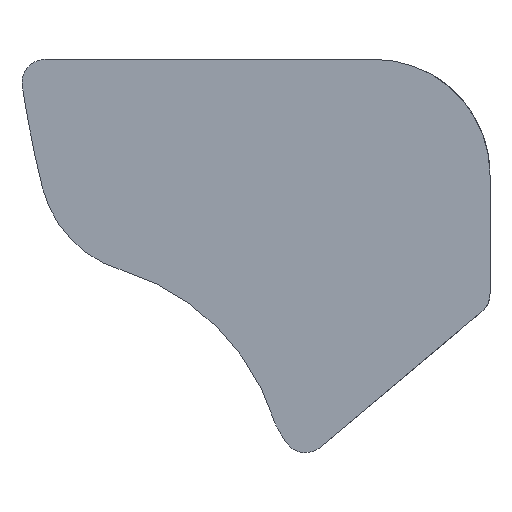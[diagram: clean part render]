
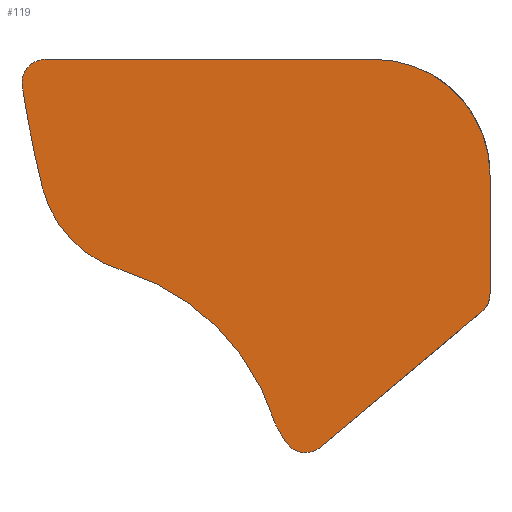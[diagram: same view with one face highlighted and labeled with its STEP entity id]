
A CAD part, front view. The second image highlights one B-rep face of the part: STEP entity #119.
In plain terms, the highlighted planar face has unit normal (0, -1, 0).
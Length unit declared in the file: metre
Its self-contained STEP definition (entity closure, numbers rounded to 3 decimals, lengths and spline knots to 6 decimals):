
#119=ADVANCED_FACE('',(#277),#278,.F.);
#121=EDGE_CURVE('',#280,#281,#282,.T.);
#133=EDGE_CURVE('',#298,#299,#300,.T.);
#141=EDGE_CURVE('',#310,#311,#312,.T.);
#149=EDGE_CURVE('',#322,#298,#323,.T.);
#155=EDGE_CURVE('',#311,#330,#331,.T.);
#161=EDGE_CURVE('',#280,#322,#338,.T.);
#165=EDGE_CURVE('',#342,#343,#344,.T.);
#183=EDGE_CURVE('',#366,#367,#368,.T.);
#199=EDGE_CURVE('',#343,#299,#388,.T.);
#205=EDGE_CURVE('',#366,#281,#394,.T.);
#207=EDGE_CURVE('',#310,#367,#396,.T.);
#209=EDGE_CURVE('',#330,#342,#398,.T.);
#277=FACE_OUTER_BOUND('',#456,.T.);
#278=PLANE('',#457);
#280=VERTEX_POINT('',#460);
#281=VERTEX_POINT('',#461);
#282=LINE('',#462,#463);
#298=VERTEX_POINT('',#489);
#299=VERTEX_POINT('',#490);
#300=CIRCLE('',#491,0.0002);
#310=VERTEX_POINT('',#507);
#311=VERTEX_POINT('',#508);
#312=LINE('',#509,#510);
#322=VERTEX_POINT('',#527);
#323=CIRCLE('',#528,0.00855);
#330=VERTEX_POINT('',#539);
#331=CIRCLE('',#540,0.0002);
#338=CIRCLE('',#551,0.0002);
#342=VERTEX_POINT('',#557);
#343=VERTEX_POINT('',#558);
#344=CIRCLE('',#559,0.001);
#366=VERTEX_POINT('',#593);
#367=VERTEX_POINT('',#594);
#368=LINE('',#595,#596);
#388=CIRCLE('',#844,0.002);
#394=CIRCLE('',#855,0.0002);
#396=CIRCLE('',#858,0.001);
#398=CIRCLE('',#861,0.00965);
#456=EDGE_LOOP('',(#1007,#1008,#1009,#1010,#1011,#1012,#1013,#1014,#1015,#1016,#1017,#1018));
#457=AXIS2_PLACEMENT_3D('',#1019,#1020,#1021);
#460=CARTESIAN_POINT('',(0.705627,-0.0004,0.095447));
#461=CARTESIAN_POINT('',(0.707024,-0.0004,0.096619));
#462=CARTESIAN_POINT('',(0.737595,-0.0004,0.122271));
#463=VECTOR('',#1022,1.0);
#489=CARTESIAN_POINT('',(0.705258,-0.0004,0.09561));
#490=CARTESIAN_POINT('',(0.705238,-0.0004,0.095654));
#491=AXIS2_PLACEMENT_3D('',#1030,#1031,#1032);
#507=CARTESIAN_POINT('',(0.706095,-0.0004,0.0988));
#508=CARTESIAN_POINT('',(0.703249,-0.0004,0.0988));
#509=CARTESIAN_POINT('',(0.737595,-0.0004,0.0988));
#510=VECTOR('',#1038,1.0);
#527=CARTESIAN_POINT('',(0.705328,-0.0004,0.095495));
#528=AXIS2_PLACEMENT_3D('',#1042,#1043,#1044);
#539=CARTESIAN_POINT('',(0.703051,-0.0004,0.09857));
#540=AXIS2_PLACEMENT_3D('',#1049,#1050,#1051);
#551=AXIS2_PLACEMENT_3D('',#1056,#1057,#1058);
#557=CARTESIAN_POINT('',(0.703224,-0.0004,0.097698));
#558=CARTESIAN_POINT('',(0.703906,-0.0004,0.096979));
#559=AXIS2_PLACEMENT_3D('',#1062,#1063,#1064);
#593=CARTESIAN_POINT('',(0.707095,-0.0004,0.096772));
#594=CARTESIAN_POINT('',(0.707095,-0.0004,0.0978));
#595=CARTESIAN_POINT('',(0.707095,-0.0004,0.08365));
#596=VECTOR('',#1083,1.0);
#844=AXIS2_PLACEMENT_3D('',#1088,#1089,#1090);
#855=AXIS2_PLACEMENT_3D('',#1093,#1094,#1095);
#858=AXIS2_PLACEMENT_3D('',#1096,#1097,#1098);
#861=AXIS2_PLACEMENT_3D('',#1099,#1100,#1101);
#1007=ORIENTED_EDGE('',*,*,#209,.T.);
#1008=ORIENTED_EDGE('',*,*,#165,.T.);
#1009=ORIENTED_EDGE('',*,*,#199,.T.);
#1010=ORIENTED_EDGE('',*,*,#133,.F.);
#1011=ORIENTED_EDGE('',*,*,#149,.F.);
#1012=ORIENTED_EDGE('',*,*,#161,.F.);
#1013=ORIENTED_EDGE('',*,*,#121,.T.);
#1014=ORIENTED_EDGE('',*,*,#205,.F.);
#1015=ORIENTED_EDGE('',*,*,#183,.T.);
#1016=ORIENTED_EDGE('',*,*,#207,.F.);
#1017=ORIENTED_EDGE('',*,*,#141,.T.);
#1018=ORIENTED_EDGE('',*,*,#155,.T.);
#1019=CARTESIAN_POINT('',(0.649733,-0.0004,0.0845));
#1020=DIRECTION('',(0.,1.0,0.));
#1021=DIRECTION('',(-1.0,0.,0.));
#1022=DIRECTION('',(0.766,0.,0.643));
#1030=CARTESIAN_POINT('',(0.705429,-0.0004,0.095713));
#1031=DIRECTION('',(0.,1.0,0.));
#1032=DIRECTION('',(-1.0,0.,0.));
#1038=DIRECTION('',(-1.0,0.,0.));
#1042=CARTESIAN_POINT('',(0.712595,-0.0004,0.1));
#1043=DIRECTION('',(0.,1.0,0.));
#1044=DIRECTION('',(-1.0,0.,0.));
#1049=CARTESIAN_POINT('',(0.703249,-0.0004,0.0986));
#1050=DIRECTION('',(0.,-1.0,0.));
#1051=DIRECTION('',(0.97,0.,0.242));
#1056=CARTESIAN_POINT('',(0.705498,-0.0004,0.0956));
#1057=DIRECTION('',(0.,1.0,0.));
#1058=DIRECTION('',(-1.0,0.,0.));
#1062=CARTESIAN_POINT('',(0.704195,-0.0004,0.097936));
#1063=DIRECTION('',(0.,-1.0,0.));
#1064=DIRECTION('',(0.97,0.,0.242));
#1083=DIRECTION('',(0.,0.,1.0));
#1088=CARTESIAN_POINT('',(0.703327,-0.0004,0.095064));
#1089=DIRECTION('',(0.,1.0,0.));
#1090=DIRECTION('',(0.97,0.,0.242));
#1093=CARTESIAN_POINT('',(0.706895,-0.0004,0.096772));
#1094=DIRECTION('',(0.,1.0,0.));
#1095=DIRECTION('',(-1.0,0.,0.));
#1096=CARTESIAN_POINT('',(0.706095,-0.0004,0.0978));
#1097=DIRECTION('',(0.,1.0,0.));
#1098=DIRECTION('',(-1.0,0.,0.));
#1099=CARTESIAN_POINT('',(0.712595,-0.0004,0.1));
#1100=DIRECTION('',(0.,-1.0,0.));
#1101=DIRECTION('',(0.,0.,-1.0));
